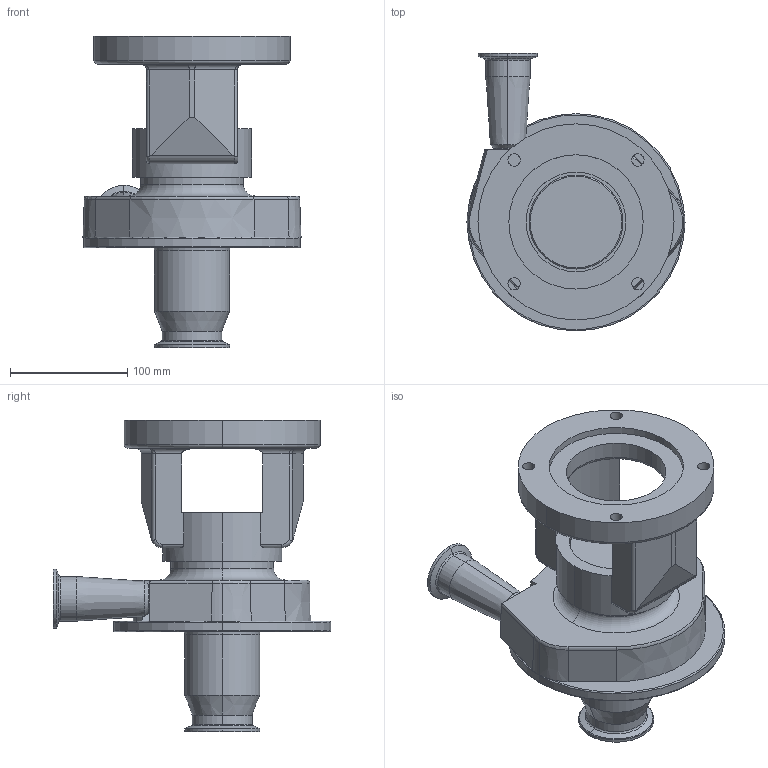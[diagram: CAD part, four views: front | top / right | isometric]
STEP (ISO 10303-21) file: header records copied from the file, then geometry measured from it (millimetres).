
FILE_DESCRIPTION (( 'STEP AP214' ), '1' );
FILE_NAME ('FPR 711-712 56-140TC VERT.STEP', '2023-01-06T20:13:42', ( '' ), ( '' ), 'SwSTEP 2.0', 'SolidWorks 2021', '' );
FILE_SCHEMA (( 'AUTOMOTIVE_DESIGN' ));
Length unit declared in the file: millimetre
Products named in the file (1): FPR 711-712 56-140TC VERT
Bounding box: 185.83 x 236.5 x 265.1 mm (x, y, z)
Volume: 1706115.1 mm3; surface area: 294990.4 mm2
Topology: 1 solids, 3 shells, 255 faces, 579 edges, 336 vertices
Faces by surface type: cylinder 80, torus 65, cone 53, plane 49, bspline 6, sphere 2
Entity records: 7672 total; most frequent: CARTESIAN_POINT 1858, DIRECTION 1339, ORIENTED_EDGE 1138, AXIS2_PLACEMENT_3D 573, EDGE_CURVE 569, VERTEX_POINT 335, CIRCLE 323, EDGE_LOOP 284
